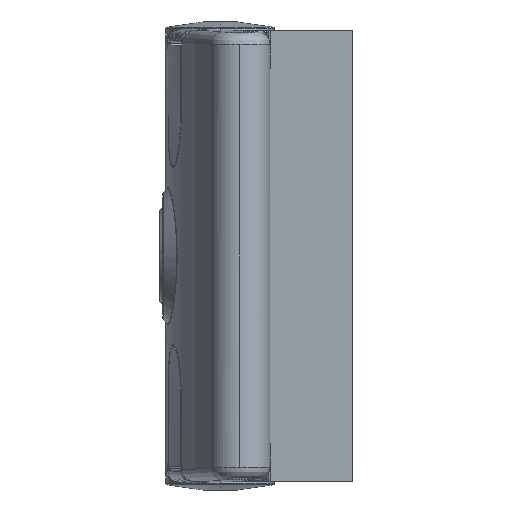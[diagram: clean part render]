
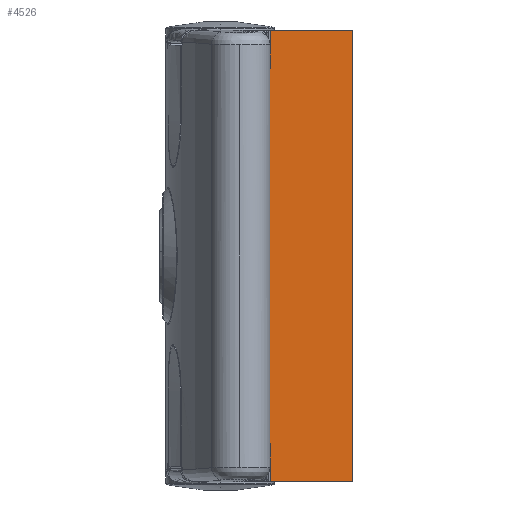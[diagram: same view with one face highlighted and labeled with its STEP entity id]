
A CAD part, left-side view. The second image highlights one B-rep face of the part: STEP entity #4526.
In plain terms, the highlighted face is planar.
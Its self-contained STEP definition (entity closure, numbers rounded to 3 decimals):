
#222 = CARTESIAN_POINT ( 'NONE',  ( -31.2, 21.4, -18.25 ) ) ;
#2389 = LINE ( 'NONE', #86676, #61716 ) ;
#4406 = DIRECTION ( 'NONE',  ( 1., 0., 0. ) ) ;
#4526 = ADVANCED_FACE ( 'NONE', ( #95369 ), #19979, .F. ) ;
#5117 = VECTOR ( 'NONE', #37446, 1000. ) ;
#7617 = VECTOR ( 'NONE', #23541, 1000. ) ;
#9943 = VERTEX_POINT ( 'NONE', #61991 ) ;
#10374 = LINE ( 'NONE', #19367, #69640 ) ;
#11778 = CARTESIAN_POINT ( 'NONE',  ( 37.5, 32., -18.25 ) ) ;
#12199 = CARTESIAN_POINT ( 'NONE',  ( -37.5, 32., -18.25 ) ) ;
#14245 = EDGE_CURVE ( 'NONE', #71074, #39707, #69291, .T. ) ;
#14398 = CARTESIAN_POINT ( 'NONE',  ( -37.5, 0., -18.25 ) ) ;
#17549 = LINE ( 'NONE', #11778, #61084 ) ;
#18454 = VECTOR ( 'NONE', #4406, 1000. ) ;
#19367 = CARTESIAN_POINT ( 'NONE',  ( 37.5, 13.7, -18.25 ) ) ;
#19522 = DIRECTION ( 'NONE',  ( 0., -1., 0. ) ) ;
#19979 = PLANE ( 'NONE',  #38559 ) ;
#20118 = EDGE_CURVE ( 'NONE', #41986, #28010, #87771, .T. ) ;
#20473 = EDGE_CURVE ( 'NONE', #68029, #53564, #17549, .T. ) ;
#23541 = DIRECTION ( 'NONE',  ( 0., -1., 0. ) ) ;
#23673 = ORIENTED_EDGE ( 'NONE', *, *, #64531, .F. ) ;
#28010 = VERTEX_POINT ( 'NONE', #58090 ) ;
#33002 = CARTESIAN_POINT ( 'NONE',  ( 37.5, 0., -18.25 ) ) ;
#36494 = CARTESIAN_POINT ( 'NONE',  ( 31.2, 32., -18.25 ) ) ;
#37446 = DIRECTION ( 'NONE',  ( 1., 0., 0. ) ) ;
#38559 = AXIS2_PLACEMENT_3D ( 'NONE', #12199, #89424, #74068 ) ;
#39707 = VERTEX_POINT ( 'NONE', #53685 ) ;
#41183 = ORIENTED_EDGE ( 'NONE', *, *, #92363, .T. ) ;
#41986 = VERTEX_POINT ( 'NONE', #64167 ) ;
#46434 = VECTOR ( 'NONE', #59796, 1000. ) ;
#47054 = ORIENTED_EDGE ( 'NONE', *, *, #62801, .T. ) ;
#50174 = CARTESIAN_POINT ( 'NONE',  ( 37.5, 13.7, -18.25 ) ) ;
#50543 = ORIENTED_EDGE ( 'NONE', *, *, #96383, .T. ) ;
#53564 = VERTEX_POINT ( 'NONE', #33002 ) ;
#53685 = CARTESIAN_POINT ( 'NONE',  ( -31.2, 13.7, -18.25 ) ) ;
#58090 = CARTESIAN_POINT ( 'NONE',  ( 31.2, 13.7, -18.25 ) ) ;
#58206 = DIRECTION ( 'NONE',  ( 1., 0., 0. ) ) ;
#59796 = DIRECTION ( 'NONE',  ( 0., -1., 0. ) ) ;
#61084 = VECTOR ( 'NONE', #19522, 1000. ) ;
#61716 = VECTOR ( 'NONE', #78843, 1000. ) ;
#61991 = CARTESIAN_POINT ( 'NONE',  ( -37.5, 0., -18.25 ) ) ;
#62008 = LINE ( 'NONE', #66334, #18454 ) ;
#62801 = EDGE_CURVE ( 'NONE', #28010, #68029, #10374, .T. ) ;
#64167 = CARTESIAN_POINT ( 'NONE',  ( 31.2, 21.4, -18.25 ) ) ;
#64531 = EDGE_CURVE ( 'NONE', #71074, #9943, #66904, .T. ) ;
#66334 = CARTESIAN_POINT ( 'NONE',  ( 31.5, 21.4, -18.25 ) ) ;
#66904 = LINE ( 'NONE', #77682, #7617 ) ;
#67789 = ORIENTED_EDGE ( 'NONE', *, *, #20473, .T. ) ;
#68029 = VERTEX_POINT ( 'NONE', #50174 ) ;
#68256 = CARTESIAN_POINT ( 'NONE',  ( -31.5, 13.7, -18.25 ) ) ;
#68530 = DIRECTION ( 'NONE',  ( -1., 0., 0. ) ) ;
#69291 = LINE ( 'NONE', #68256, #5117 ) ;
#69640 = VECTOR ( 'NONE', #58206, 1000. ) ;
#71074 = VERTEX_POINT ( 'NONE', #82072 ) ;
#71305 = ORIENTED_EDGE ( 'NONE', *, *, #20118, .T. ) ;
#74068 = DIRECTION ( 'NONE',  ( 1., 0., 0. ) ) ;
#75805 = EDGE_CURVE ( 'NONE', #39707, #84426, #2389, .T. ) ;
#77267 = ORIENTED_EDGE ( 'NONE', *, *, #75805, .T. ) ;
#77682 = CARTESIAN_POINT ( 'NONE',  ( -37.5, 32., -18.25 ) ) ;
#78843 = DIRECTION ( 'NONE',  ( 0., 1., 0. ) ) ;
#82072 = CARTESIAN_POINT ( 'NONE',  ( -37.5, 13.7, -18.25 ) ) ;
#84384 = ORIENTED_EDGE ( 'NONE', *, *, #14245, .T. ) ;
#84426 = VERTEX_POINT ( 'NONE', #222 ) ;
#86676 = CARTESIAN_POINT ( 'NONE',  ( -31.2, 32., -18.25 ) ) ;
#87771 = LINE ( 'NONE', #36494, #46434 ) ;
#89424 = DIRECTION ( 'NONE',  ( 0., 0., 1. ) ) ;
#92363 = EDGE_CURVE ( 'NONE', #53564, #9943, #95170, .T. ) ;
#92750 = VECTOR ( 'NONE', #68530, 1000. ) ;
#95170 = LINE ( 'NONE', #14398, #92750 ) ;
#95369 = FACE_OUTER_BOUND ( 'NONE', #96472, .T. ) ;
#96383 = EDGE_CURVE ( 'NONE', #84426, #41986, #62008, .T. ) ;
#96472 = EDGE_LOOP ( 'NONE', ( #23673, #84384, #77267, #50543, #71305, #47054, #67789, #41183 ) ) ;
